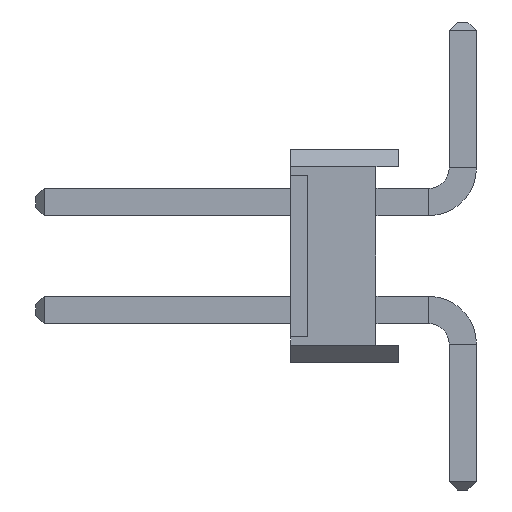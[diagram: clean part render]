
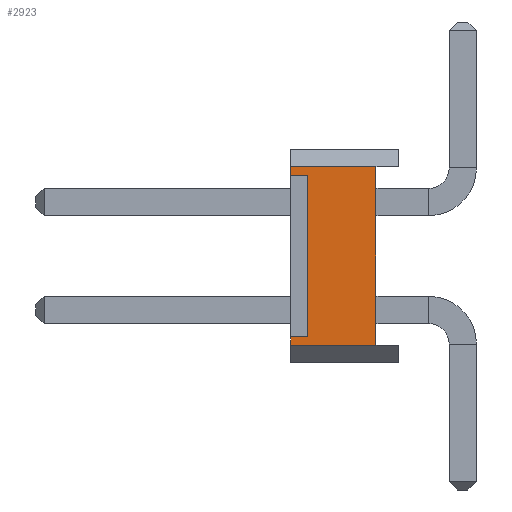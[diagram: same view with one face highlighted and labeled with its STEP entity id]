
A CAD part, left-side view. The second image highlights one B-rep face of the part: STEP entity #2923.
In plain terms, the highlighted planar face has unit normal (-1, 0, 0).
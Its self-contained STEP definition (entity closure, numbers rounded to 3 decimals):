
#337 = CARTESIAN_POINT ( 'NONE',  ( -1.27, 2.54, -2.1 ) ) ;
#714 = ORIENTED_EDGE ( 'NONE', *, *, #13635, .T. ) ;
#742 = VECTOR ( 'NONE', #13297, 1000. ) ;
#745 = PLANE ( 'NONE',  #4736 ) ;
#864 = CARTESIAN_POINT ( 'NONE',  ( -1.27, 2.54, -2.1 ) ) ;
#1230 = VERTEX_POINT ( 'NONE', #14756 ) ;
#1289 = VECTOR ( 'NONE', #2288, 1000. ) ;
#1362 = VECTOR ( 'NONE', #7777, 1000. ) ;
#2288 = DIRECTION ( 'NONE',  ( 0., 0., 1. ) ) ;
#2354 = CARTESIAN_POINT ( 'NONE',  ( -1.27, 2.54, -2.1 ) ) ;
#2551 = VERTEX_POINT ( 'NONE', #2945 ) ;
#2821 = EDGE_LOOP ( 'NONE', ( #4934, #7706, #8326, #714, #14469, #18365, #11147, #14480 ) ) ;
#2923 = ADVANCED_FACE ( 'NONE', ( #14322 ), #745, .F. ) ;
#2945 = CARTESIAN_POINT ( 'NONE',  ( -1.27, 2.14, 1.9 ) ) ;
#3652 = CARTESIAN_POINT ( 'NONE',  ( -1.27, 2.54, 2.1 ) ) ;
#3810 = EDGE_CURVE ( 'NONE', #2551, #5517, #6765, .T. ) ;
#3840 = LINE ( 'NONE', #13228, #13131 ) ;
#4208 = CARTESIAN_POINT ( 'NONE',  ( -1.27, 2.14, -1.9 ) ) ;
#4542 = VERTEX_POINT ( 'NONE', #13943 ) ;
#4736 = AXIS2_PLACEMENT_3D ( 'NONE', #864, #12384, #10862 ) ;
#4888 = CARTESIAN_POINT ( 'NONE',  ( -1.27, 2.54, -2.1 ) ) ;
#4934 = ORIENTED_EDGE ( 'NONE', *, *, #8913, .F. ) ;
#4942 = VERTEX_POINT ( 'NONE', #3652 ) ;
#5158 = EDGE_CURVE ( 'NONE', #4942, #13848, #18394, .T. ) ;
#5166 = EDGE_CURVE ( 'NONE', #4542, #1230, #14801, .T. ) ;
#5429 = VECTOR ( 'NONE', #8407, 1000. ) ;
#5517 = VERTEX_POINT ( 'NONE', #15023 ) ;
#6138 = CARTESIAN_POINT ( 'NONE',  ( -1.27, 2.14, -1.9 ) ) ;
#6765 = LINE ( 'NONE', #8918, #1362 ) ;
#7033 = LINE ( 'NONE', #6138, #742 ) ;
#7361 = VECTOR ( 'NONE', #17393, 1000. ) ;
#7706 = ORIENTED_EDGE ( 'NONE', *, *, #5166, .T. ) ;
#7777 = DIRECTION ( 'NONE',  ( 0., 1., 0. ) ) ;
#8326 = ORIENTED_EDGE ( 'NONE', *, *, #16629, .F. ) ;
#8407 = DIRECTION ( 'NONE',  ( 0., 0., -1. ) ) ;
#8913 = EDGE_CURVE ( 'NONE', #4542, #2551, #7033, .T. ) ;
#8918 = CARTESIAN_POINT ( 'NONE',  ( -1.27, 2.14, 1.9 ) ) ;
#8925 = VECTOR ( 'NONE', #16834, 1000. ) ;
#8974 = DIRECTION ( 'NONE',  ( 0., 0., 1. ) ) ;
#9545 = CARTESIAN_POINT ( 'NONE',  ( -1.27, 2.54, 2.1 ) ) ;
#9734 = VERTEX_POINT ( 'NONE', #13897 ) ;
#10169 = VERTEX_POINT ( 'NONE', #4888 ) ;
#10862 = DIRECTION ( 'NONE',  ( 0., 0., -1. ) ) ;
#11147 = ORIENTED_EDGE ( 'NONE', *, *, #11355, .F. ) ;
#11252 = LINE ( 'NONE', #337, #7361 ) ;
#11265 = LINE ( 'NONE', #2354, #1289 ) ;
#11355 = EDGE_CURVE ( 'NONE', #5517, #4942, #3840, .T. ) ;
#12384 = DIRECTION ( 'NONE',  ( 1., 0., 0. ) ) ;
#12688 = EDGE_CURVE ( 'NONE', #13848, #9734, #13137, .T. ) ;
#13131 = VECTOR ( 'NONE', #8974, 1000. ) ;
#13137 = LINE ( 'NONE', #13673, #5429 ) ;
#13228 = CARTESIAN_POINT ( 'NONE',  ( -1.27, 2.54, -2.1 ) ) ;
#13297 = DIRECTION ( 'NONE',  ( 0., 0., 1. ) ) ;
#13635 = EDGE_CURVE ( 'NONE', #10169, #9734, #11252, .T. ) ;
#13673 = CARTESIAN_POINT ( 'NONE',  ( -1.27, 0.54, 2.1 ) ) ;
#13848 = VERTEX_POINT ( 'NONE', #15337 ) ;
#13897 = CARTESIAN_POINT ( 'NONE',  ( -1.27, 0.54, -2.1 ) ) ;
#13943 = CARTESIAN_POINT ( 'NONE',  ( -1.27, 2.14, -1.9 ) ) ;
#14322 = FACE_OUTER_BOUND ( 'NONE', #2821, .T. ) ;
#14469 = ORIENTED_EDGE ( 'NONE', *, *, #12688, .F. ) ;
#14480 = ORIENTED_EDGE ( 'NONE', *, *, #3810, .F. ) ;
#14756 = CARTESIAN_POINT ( 'NONE',  ( -1.27, 2.54, -1.9 ) ) ;
#14801 = LINE ( 'NONE', #4208, #15935 ) ;
#15023 = CARTESIAN_POINT ( 'NONE',  ( -1.27, 2.54, 1.9 ) ) ;
#15337 = CARTESIAN_POINT ( 'NONE',  ( -1.27, 0.54, 2.1 ) ) ;
#15473 = DIRECTION ( 'NONE',  ( 0., 1., 0. ) ) ;
#15935 = VECTOR ( 'NONE', #15473, 1000. ) ;
#16629 = EDGE_CURVE ( 'NONE', #10169, #1230, #11265, .T. ) ;
#16834 = DIRECTION ( 'NONE',  ( 0., -1., 0. ) ) ;
#17393 = DIRECTION ( 'NONE',  ( 0., -1., 0. ) ) ;
#18365 = ORIENTED_EDGE ( 'NONE', *, *, #5158, .F. ) ;
#18394 = LINE ( 'NONE', #9545, #8925 ) ;
